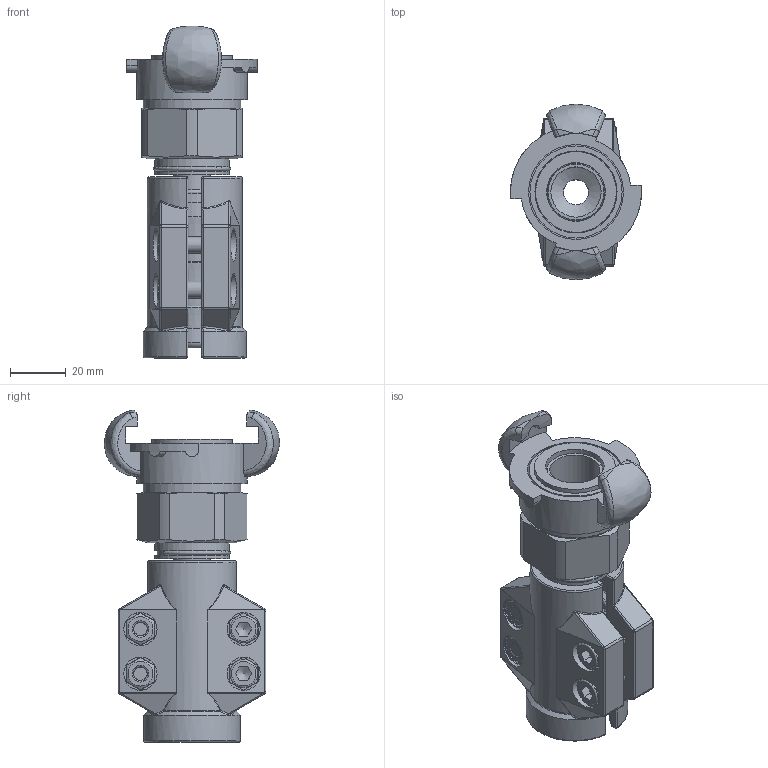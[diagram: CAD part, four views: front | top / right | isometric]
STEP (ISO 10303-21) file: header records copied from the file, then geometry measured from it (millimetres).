
FILE_DESCRIPTION(/* description */ (''),/* implementation_level */ '2;1');
FILE_NAME(/* name */ 'eks_13_ksm.stp',/* time_stamp */ '2022-09-17T14:58:57+02:00',/* author */ ('meier'),/* organization */ (''),/* preprocessor_version */ 'ST-DEVELOPER v18.1',/* originating_system */ 'Autodesk Inventor 2022',/* authorisation */ '0 mm^3');
FILE_SCHEMA (('AUTOMOTIVE_DESIGN { 1 0 10303 214 3 1 1 }'));
Length unit declared in the file: millimetre
Products named in the file (1): 20070921G0000010-00
Bounding box: 47 x 62.97 x 119.03 mm (x, y, z)
Volume: 88524.1 mm3; surface area: 49673.9 mm2
Topology: 2 solids, 3 shells, 834 faces, 1937 edges, 1143 vertices
Faces by surface type: plane 272, bspline 234, cylinder 176, cone 64, torus 60, sphere 28
Full cylindrical faces by diameter (mm): 6 x4, 7 x8, 9 x1, 10 x4, 11.893 x8, 13 x2, 15 x1, 18 x1, 20 x1, 20.7 x1, 21 x1, 25 x1, 26.8 x2, 27 x1, 28.8 x1, 29 x3, 30 x1, 31 x1, 33 x1, 33.376 x1, 34 x1, 35 x1, 35.2 x1, 39.5 x1
Entity records: 32323 total; most frequent: CARTESIAN_POINT 14077, ORIENTED_EDGE 3836, DIRECTION 3225, EDGE_CURVE 1918, AXIS2_PLACEMENT_3D 1330, VERTEX_POINT 1143, EDGE_LOOP 899, STYLED_ITEM 836
